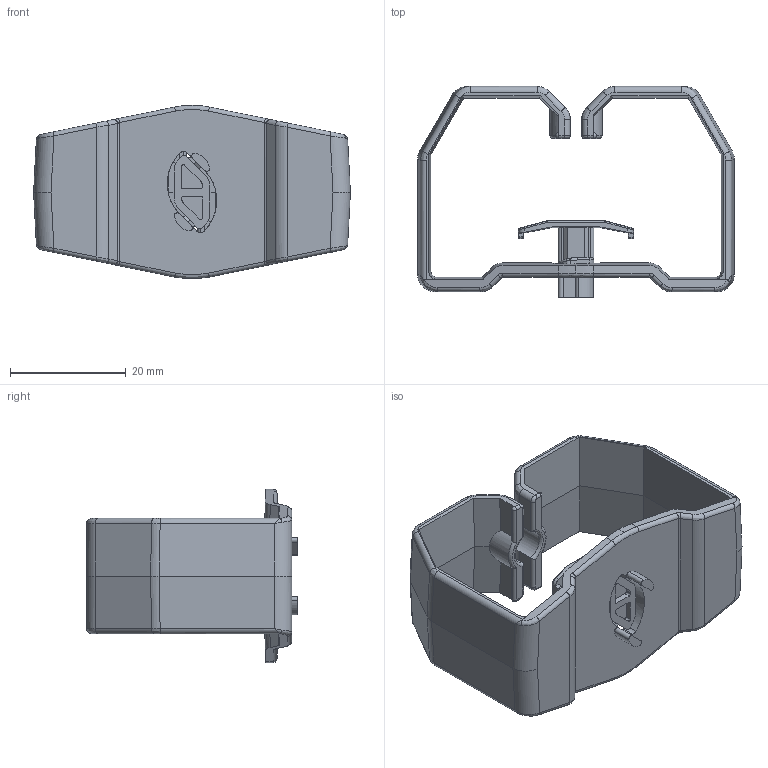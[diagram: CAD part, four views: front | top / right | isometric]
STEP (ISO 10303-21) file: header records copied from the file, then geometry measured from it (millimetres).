
FILE_DESCRIPTION (( 'STEP AP203' ), '1' );
FILE_NAME ('CL-2215.step', '2020-08-27T16:21:26', ( '' ), ( '' ), 'SwSTEP 2.0', 'SolidWorks 2019', '' );
FILE_SCHEMA (( 'CONFIG_CONTROL_DESIGN' ));
Length unit declared in the file: inch
Products named in the file (1): CL-2215
Bounding box: 54.8 x 36.5 x 29.97 mm (x, y, z)
Volume: 7473.2 mm3; surface area: 8833.5 mm2
Topology: 1 solids, 1 shells, 801 faces, 2143 edges, 1370 vertices
Faces by surface type: plane 559, cylinder 180, bspline 56, cone 4, torus 2
Entity records: 28718 total; most frequent: CARTESIAN_POINT 10363, ORIENTED_EDGE 4270, DIRECTION 3007, EDGE_CURVE 2135, VERTEX_POINT 1370, LINE 1357, VECTOR 1357, EDGE_LOOP 843
